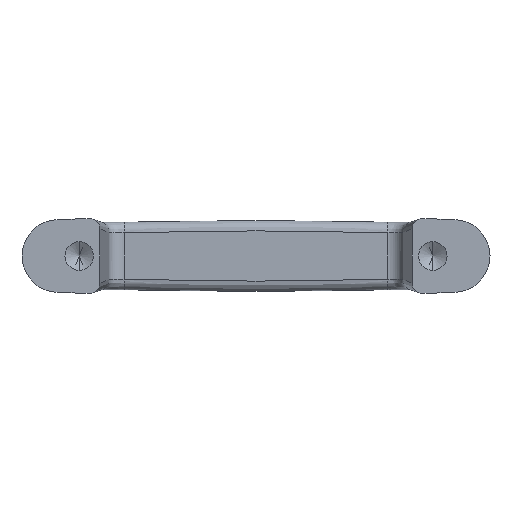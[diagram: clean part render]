
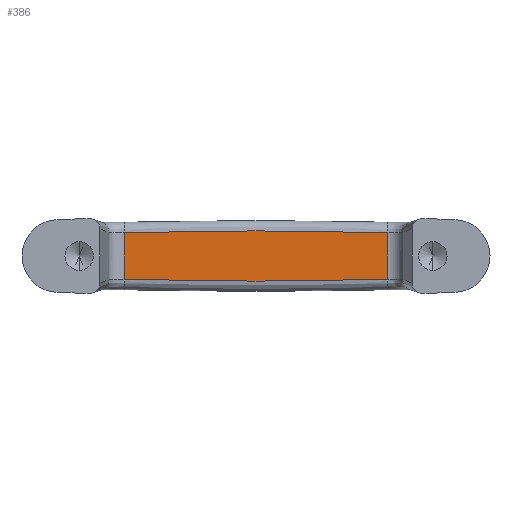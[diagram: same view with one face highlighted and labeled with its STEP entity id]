
A CAD part, front view. The second image highlights one B-rep face of the part: STEP entity #386.
In plain terms, the highlighted planar face has unit normal (0, -1, 0).
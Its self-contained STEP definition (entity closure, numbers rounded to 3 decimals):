
#298 = ORIENTED_EDGE ( 'NONE', *, *, #299, .T. ) ;
#299 = EDGE_CURVE ( 'NONE', #300, #362, #1039, .T. ) ;
#300 = VERTEX_POINT ( 'NONE', #1035 ) ;
#301 = VERTEX_POINT ( 'NONE', #1034 ) ;
#302 = ORIENTED_EDGE ( 'NONE', *, *, #303, .T. ) ;
#303 = EDGE_CURVE ( 'NONE', #301, #300, #1033, .T. ) ;
#362 = VERTEX_POINT ( 'NONE', #1442 ) ;
#363 = ORIENTED_EDGE ( 'NONE', *, *, #364, .T. ) ;
#364 = EDGE_CURVE ( 'NONE', #362, #365, #1435, .T. ) ;
#365 = VERTEX_POINT ( 'NONE', #1434 ) ;
#366 = ORIENTED_EDGE ( 'NONE', *, *, #367, .T. ) ;
#367 = EDGE_CURVE ( 'NONE', #365, #301, #1436, .T. ) ;
#373 = EDGE_LOOP ( 'NONE', ( #298, #363, #366, #302 ) ) ;
#386 = ADVANCED_FACE ( 'NONE', ( #1532 ), #1531, .F. ) ;
#992 = CARTESIAN_POINT ( 'NONE',  ( 25.307, 18.5, -4.507 ) ) ;
#993 = CARTESIAN_POINT ( 'NONE',  ( 8.436, 18.5, -4.935 ) ) ;
#994 = CARTESIAN_POINT ( 'NONE',  ( -8.436, 18.5, -4.935 ) ) ;
#995 = CARTESIAN_POINT ( 'NONE',  ( -25.307, 18.5, -4.507 ) ) ;
#1033 = B_SPLINE_CURVE_WITH_KNOTS ( 'NONE', 3,
 ( #995, #994, #993, #992 ),
 .UNSPECIFIED., .F., .F.,
 ( 4, 4 ),
 ( 0., 0.051 ),
 .UNSPECIFIED. ) ;
#1034 = CARTESIAN_POINT ( 'NONE',  ( -25.307, 18.5, -4.507 ) ) ;
#1035 = CARTESIAN_POINT ( 'NONE',  ( 25.307, 18.5, -4.507 ) ) ;
#1036 = DIRECTION ( 'NONE',  ( 0., 0., 1. ) ) ;
#1037 = VECTOR ( 'NONE', #1036, 1000. ) ;
#1038 = CARTESIAN_POINT ( 'NONE',  ( 25.307, 18.5, 6.526 ) ) ;
#1039 = LINE ( 'NONE', #1038, #1037 ) ;
#1427 = DIRECTION ( 'NONE',  ( 0., 0., -1. ) ) ;
#1428 = VECTOR ( 'NONE', #1427, 1000. ) ;
#1429 = CARTESIAN_POINT ( 'NONE',  ( -25.307, 18.5, -6.526 ) ) ;
#1430 = CARTESIAN_POINT ( 'NONE',  ( -25.307, 18.5, 4.507 ) ) ;
#1431 = CARTESIAN_POINT ( 'NONE',  ( -8.436, 18.5, 4.935 ) ) ;
#1432 = CARTESIAN_POINT ( 'NONE',  ( 8.436, 18.5, 4.935 ) ) ;
#1433 = CARTESIAN_POINT ( 'NONE',  ( 25.307, 18.5, 4.507 ) ) ;
#1434 = CARTESIAN_POINT ( 'NONE',  ( -25.307, 18.5, 4.507 ) ) ;
#1435 = B_SPLINE_CURVE_WITH_KNOTS ( 'NONE', 3,
 ( #1433, #1432, #1431, #1430 ),
 .UNSPECIFIED., .F., .F.,
 ( 4, 4 ),
 ( 0., 0.051 ),
 .UNSPECIFIED. ) ;
#1436 = LINE ( 'NONE', #1429, #1428 ) ;
#1442 = CARTESIAN_POINT ( 'NONE',  ( 25.307, 18.5, 4.507 ) ) ;
#1515 = DIRECTION ( 'NONE',  ( 0., 0., 1. ) ) ;
#1516 = DIRECTION ( 'NONE',  ( 0., 1., 0. ) ) ;
#1517 = CARTESIAN_POINT ( 'NONE',  ( 28., 18.5, -15. ) ) ;
#1518 = AXIS2_PLACEMENT_3D ( 'NONE', #1517, #1516, #1515 ) ;
#1531 = PLANE ( 'NONE',  #1518 ) ;
#1532 = FACE_OUTER_BOUND ( 'NONE', #373, .T. ) ;
